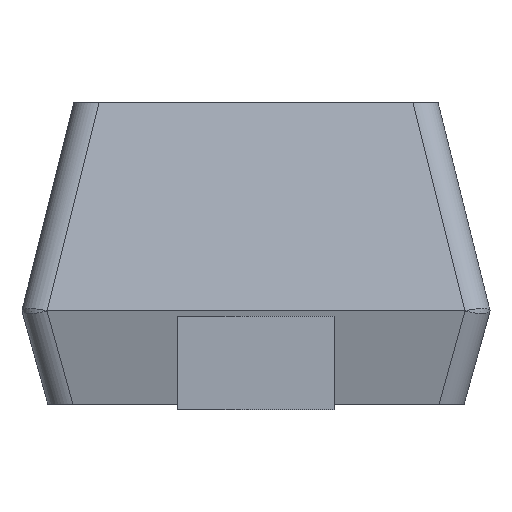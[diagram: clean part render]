
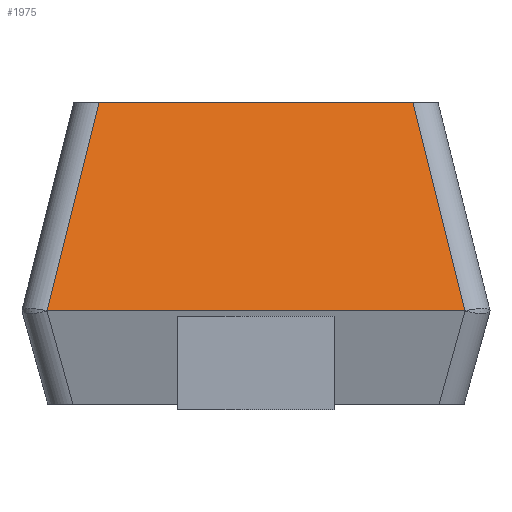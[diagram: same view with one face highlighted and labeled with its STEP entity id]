
A CAD part, left-side view. The second image highlights one B-rep face of the part: STEP entity #1975.
In plain terms, the highlighted planar face has unit normal (-0.97, 0, 0.242).
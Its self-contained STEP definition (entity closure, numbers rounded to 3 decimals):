
#809 = VERTEX_POINT('',#810);
#810 = CARTESIAN_POINT('',(-0.65,0.401,0.19));
#823 = EDGE_CURVE('',#809,#824,#826,.T.);
#824 = VERTEX_POINT('',#825);
#825 = CARTESIAN_POINT('',(-0.65,-0.401,0.19));
#826 = LINE('',#827,#828);
#827 = CARTESIAN_POINT('',(-0.65,0.45,0.19));
#828 = VECTOR('',#829,1.);
#829 = DIRECTION('',(0.,-1.,0.));
#1975 = ADVANCED_FACE('',(#1976),#2001,.F.);
#1976 = FACE_BOUND('',#1977,.F.);
#1977 = EDGE_LOOP('',(#1978,#1979,#1987,#1995));
#1978 = ORIENTED_EDGE('',*,*,#823,.F.);
#1979 = ORIENTED_EDGE('',*,*,#1980,.F.);
#1980 = EDGE_CURVE('',#1981,#809,#1983,.T.);
#1981 = VERTEX_POINT('',#1982);
#1982 = CARTESIAN_POINT('',(-0.55,0.301,0.59));
#1983 = LINE('',#1984,#1985);
#1984 = CARTESIAN_POINT('',(-0.553,0.304,
    0.579));
#1985 = VECTOR('',#1986,1.);
#1986 = DIRECTION('',(-0.236,0.236,-0.943));
#1987 = ORIENTED_EDGE('',*,*,#1988,.T.);
#1988 = EDGE_CURVE('',#1981,#1989,#1991,.T.);
#1989 = VERTEX_POINT('',#1990);
#1990 = CARTESIAN_POINT('',(-0.55,-0.301,0.59));
#1991 = LINE('',#1992,#1993);
#1992 = CARTESIAN_POINT('',(-0.55,0.45,0.59));
#1993 = VECTOR('',#1994,1.);
#1994 = DIRECTION('',(0.,-1.,0.));
#1995 = ORIENTED_EDGE('',*,*,#1996,.F.);
#1996 = EDGE_CURVE('',#824,#1989,#1997,.T.);
#1997 = LINE('',#1998,#1999);
#1998 = CARTESIAN_POINT('',(-0.653,-0.404,
    0.179));
#1999 = VECTOR('',#2000,1.);
#2000 = DIRECTION('',(0.236,0.236,0.943));
#2001 = PLANE('',#2002);
#2002 = AXIS2_PLACEMENT_3D('',#2003,#2004,#2005);
#2003 = CARTESIAN_POINT('',(-0.55,0.45,0.59));
#2004 = DIRECTION('',(0.97,0.,-0.243));
#2005 = DIRECTION('',(-0.243,0.,-0.97));
